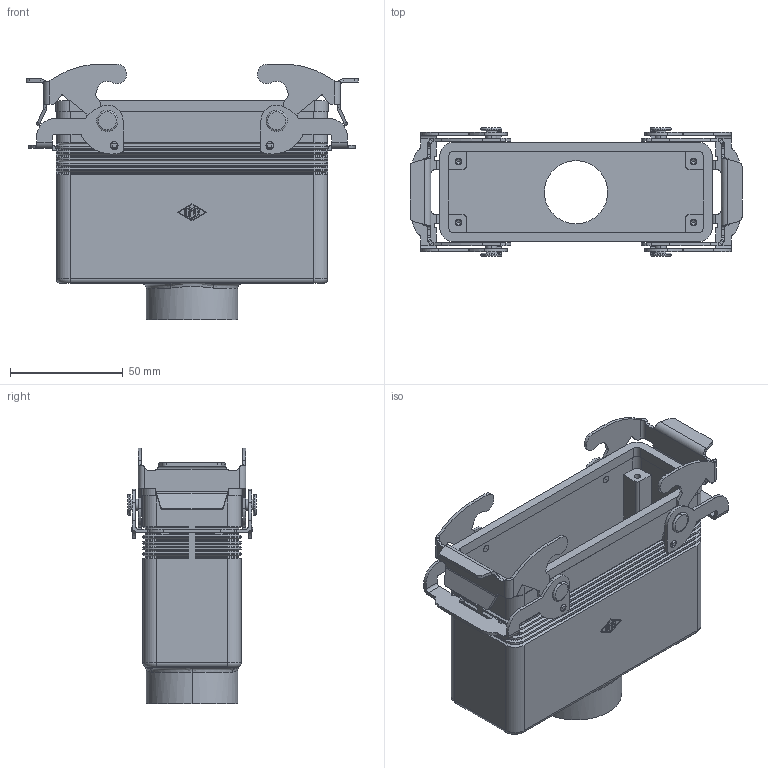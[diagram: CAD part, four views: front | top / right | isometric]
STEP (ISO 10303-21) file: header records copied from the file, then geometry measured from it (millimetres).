
FILE_DESCRIPTION((''),'2;1');
FILE_NAME('MVAV 24 G32.stp','2006-12-19T10:31:55',('gembarski'),(''),'Autodesk Inventor 7','Autodesk Inventor 7','');
FILE_SCHEMA(('AUTOMOTIVE_DESIGN { 1 0 10303 214 1 1 1 1 }'));
Length unit declared in the file: millimetre
Products named in the file (1): MVAV 24 G32
Bounding box: 146.97 x 57 x 113 mm (x, y, z)
Volume: 121874.4 mm3; surface area: 81652.8 mm2
Topology: 3 solids, 3 shells, 839 faces, 2171 edges, 1360 vertices
Faces by surface type: bspline 348, plane 247, cylinder 204, cone 28, torus 12
Entity records: 31350 total; most frequent: CARTESIAN_POINT 11727, ORIENTED_EDGE 4310, DIRECTION 3739, EDGE_CURVE 2155, VECTOR 1395, LINE 1395, VERTEX_POINT 1360, AXIS2_PLACEMENT_3D 1172
